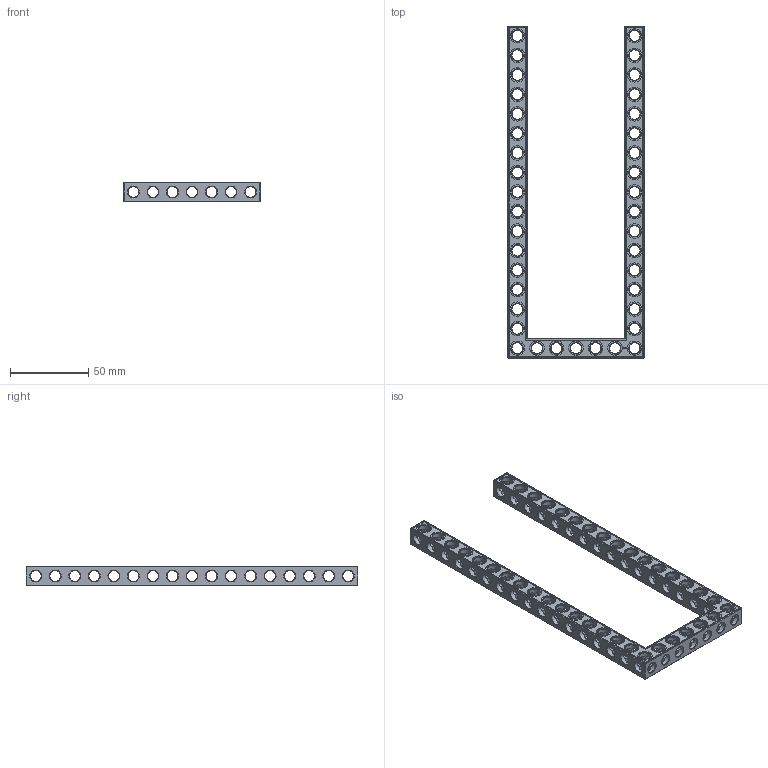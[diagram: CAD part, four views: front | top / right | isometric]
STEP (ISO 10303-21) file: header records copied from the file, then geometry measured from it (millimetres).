
FILE_DESCRIPTION(('FreeCAD Model'),'2;1');
FILE_NAME('Open CASCADE Shape Model','2022-03-06T13:05:44',('Author'),( ''),'Open CASCADE STEP processor 7.5','FreeCAD','Unknown');
FILE_SCHEMA(('AUTOMOTIVE_DESIGN { 1 0 10303 214 1 1 1 1 }'));
Products named in the file (1): Beam AGD ESS USH SYM BU07x17x01 - SPN-BEM-0392 (stemfie.org)
Bounding box: 87.5 x 212.5 x 12.5 mm (x, y, z)
Volume: 38117.1 mm3; surface area: 34022.4 mm2
Topology: 1 solids, 1 shells, 992 faces, 3017 edges, 1943 vertices
Faces by surface type: plane 411, cylinder 235, extrusion 188, cone 158
Full cylindrical faces by diameter (mm): 6.98 x36, 7 x160, 9.2 x39
Entity records: 240565 total; most frequent: CARTESIAN_POINT 184739, DIRECTION 8843, ORIENTED_EDGE 6034, PCURVE 6034, DEFINITIONAL_REPRESENTATION 6034, VECTOR 5606, LINE 5418, EDGE_CURVE 3017
